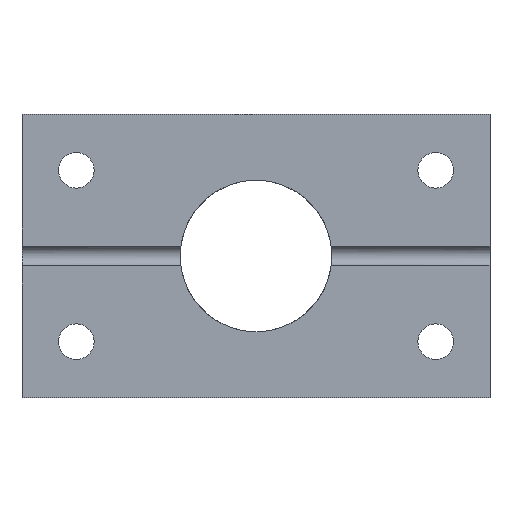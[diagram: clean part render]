
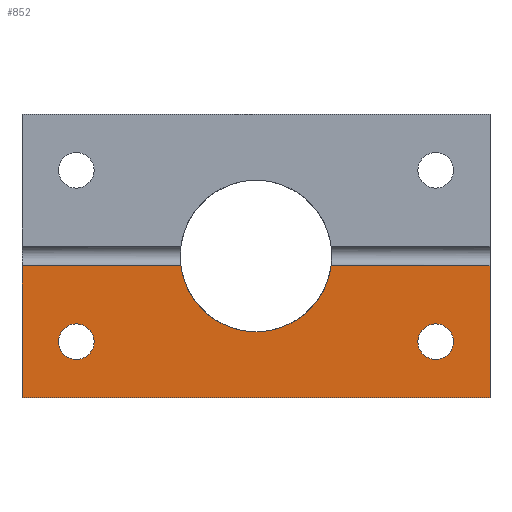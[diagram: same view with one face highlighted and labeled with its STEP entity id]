
A CAD part, front view. The second image highlights one B-rep face of the part: STEP entity #852.
In plain terms, the highlighted planar face has unit normal (0, -1, 0).
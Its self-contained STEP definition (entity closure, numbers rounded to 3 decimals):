
#13 = DIRECTION ( 'NONE',  ( 0., 0., 1. ) ) ;
#24 = CARTESIAN_POINT ( 'NONE',  ( 27.25, 0., -13. ) ) ;
#28 = DIRECTION ( 'NONE',  ( 0., 1., 0. ) ) ;
#43 = EDGE_LOOP ( 'NONE', ( #618, #617, #613, #622, #186, #279, #281 ) ) ;
#65 = EDGE_LOOP ( 'NONE', ( #664, #667 ) ) ;
#175 = VERTEX_POINT ( 'NONE', #1454 ) ;
#186 = ORIENTED_EDGE ( 'NONE', *, *, #820, .F. ) ;
#190 = VERTEX_POINT ( 'NONE', #1450 ) ;
#207 = VERTEX_POINT ( 'NONE', #1501 ) ;
#210 = VERTEX_POINT ( 'NONE', #1520 ) ;
#216 = ORIENTED_EDGE ( 'NONE', *, *, #890, .T. ) ;
#233 = VERTEX_POINT ( 'NONE', #1571 ) ;
#237 = VERTEX_POINT ( 'NONE', #1562 ) ;
#252 = VERTEX_POINT ( 'NONE', #1485 ) ;
#260 = VERTEX_POINT ( 'NONE', #1483 ) ;
#279 = ORIENTED_EDGE ( 'NONE', *, *, #871, .T. ) ;
#281 = ORIENTED_EDGE ( 'NONE', *, *, #868, .T. ) ;
#301 = DIRECTION ( 'NONE',  ( 1., 0., 0. ) ) ;
#304 = LINE ( 'NONE', #312, #401 ) ;
#312 = CARTESIAN_POINT ( 'NONE',  ( -37.5, 0., -1.5 ) ) ;
#318 = FACE_BOUND ( 'NONE', #607, .T. ) ;
#327 = AXIS2_PLACEMENT_3D ( 'NONE', #739, #758, #738 ) ;
#336 = VECTOR ( 'NONE', #744, 1000. ) ;
#346 = VECTOR ( 'NONE', #735, 1000. ) ;
#348 = VECTOR ( 'NONE', #1390, 1000. ) ;
#369 = AXIS2_PLACEMENT_3D ( 'NONE', #1198, #1202, #1203 ) ;
#381 = AXIS2_PLACEMENT_3D ( 'NONE', #1340, #1341, #1342 ) ;
#385 = VECTOR ( 'NONE', #563, 1000. ) ;
#398 = FACE_OUTER_BOUND ( 'NONE', #43, .T. ) ;
#401 = VECTOR ( 'NONE', #301, 1000. ) ;
#404 = FACE_BOUND ( 'NONE', #65, .T. ) ;
#409 = AXIS2_PLACEMENT_3D ( 'NONE', #24, #28, #13 ) ;
#433 = AXIS2_PLACEMENT_3D ( 'NONE', #1134, #1131, #1130 ) ;
#458 = AXIS2_PLACEMENT_3D ( 'NONE', #1174, #1175, #1176 ) ;
#463 = AXIS2_PLACEMENT_3D ( 'NONE', #1222, #1226, #1227 ) ;
#464 = CIRCLE ( 'NONE', #381, 2.7 ) ;
#473 = CIRCLE ( 'NONE', #409, 2.7 ) ;
#476 = CIRCLE ( 'NONE', #458, 2.7 ) ;
#480 = CIRCLE ( 'NONE', #327, 2.7 ) ;
#509 = CIRCLE ( 'NONE', #369, 11.5 ) ;
#528 = CIRCLE ( 'NONE', #463, 11.5 ) ;
#545 = CARTESIAN_POINT ( 'NONE',  ( -35.5, 0., 21.5 ) ) ;
#562 = LINE ( 'NONE', #545, #385 ) ;
#563 = DIRECTION ( 'NONE',  ( 0., 0., 1. ) ) ;
#600 = ORIENTED_EDGE ( 'NONE', *, *, #822, .T. ) ;
#607 = EDGE_LOOP ( 'NONE', ( #216, #600 ) ) ;
#613 = ORIENTED_EDGE ( 'NONE', *, *, #898, .F. ) ;
#617 = ORIENTED_EDGE ( 'NONE', *, *, #814, .F. ) ;
#618 = ORIENTED_EDGE ( 'NONE', *, *, #841, .F. ) ;
#620 = VERTEX_POINT ( 'NONE', #1511 ) ;
#622 = ORIENTED_EDGE ( 'NONE', *, *, #827, .F. ) ;
#631 = VERTEX_POINT ( 'NONE', #1441 ) ;
#647 = VERTEX_POINT ( 'NONE', #1505 ) ;
#664 = ORIENTED_EDGE ( 'NONE', *, *, #864, .T. ) ;
#667 = ORIENTED_EDGE ( 'NONE', *, *, #839, .T. ) ;
#732 = LINE ( 'NONE', #733, #346 ) ;
#733 = CARTESIAN_POINT ( 'NONE',  ( 35.5, 0., 21.5 ) ) ;
#735 = DIRECTION ( 'NONE',  ( 0., 0., -1. ) ) ;
#738 = DIRECTION ( 'NONE',  ( 0., 0., 1. ) ) ;
#739 = CARTESIAN_POINT ( 'NONE',  ( -27.25, 0., -13. ) ) ;
#740 = LINE ( 'NONE', #741, #336 ) ;
#741 = CARTESIAN_POINT ( 'NONE',  ( -37.5, 0., -1.5 ) ) ;
#744 = DIRECTION ( 'NONE',  ( 1., 0., 0. ) ) ;
#758 = DIRECTION ( 'NONE',  ( 0., 1., 0. ) ) ;
#814 = EDGE_CURVE ( 'NONE', #620, #207, #562, .T. ) ;
#820 = EDGE_CURVE ( 'NONE', #647, #260, #740, .T. ) ;
#822 = EDGE_CURVE ( 'NONE', #210, #631, #480, .T. ) ;
#827 = EDGE_CURVE ( 'NONE', #260, #190, #732, .T. ) ;
#839 = EDGE_CURVE ( 'NONE', #252, #237, #473, .T. ) ;
#841 = EDGE_CURVE ( 'NONE', #207, #233, #304, .T. ) ;
#852 = ADVANCED_FACE ( 'NONE', ( #398, #318, #404 ), #1086, .T. ) ;
#864 = EDGE_CURVE ( 'NONE', #237, #252, #476, .T. ) ;
#868 = EDGE_CURVE ( 'NONE', #175, #233, #509, .T. ) ;
#871 = EDGE_CURVE ( 'NONE', #647, #175, #528, .T. ) ;
#890 = EDGE_CURVE ( 'NONE', #631, #210, #464, .T. ) ;
#898 = EDGE_CURVE ( 'NONE', #190, #620, #1388, .T. ) ;
#1086 = PLANE ( 'NONE',  #433 ) ;
#1130 = DIRECTION ( 'NONE',  ( 0., 0., -1. ) ) ;
#1131 = DIRECTION ( 'NONE',  ( 0., -1., 0. ) ) ;
#1134 = CARTESIAN_POINT ( 'NONE',  ( 0., 0., 0. ) ) ;
#1174 = CARTESIAN_POINT ( 'NONE',  ( 27.25, 0., -13. ) ) ;
#1175 = DIRECTION ( 'NONE',  ( 0., 1., 0. ) ) ;
#1176 = DIRECTION ( 'NONE',  ( 0., 0., 1. ) ) ;
#1198 = CARTESIAN_POINT ( 'NONE',  ( 0., 0., 0. ) ) ;
#1202 = DIRECTION ( 'NONE',  ( 0., 1., 0. ) ) ;
#1203 = DIRECTION ( 'NONE',  ( 0., 0., 1. ) ) ;
#1222 = CARTESIAN_POINT ( 'NONE',  ( 0., 0., 0. ) ) ;
#1226 = DIRECTION ( 'NONE',  ( 0., 1., 0. ) ) ;
#1227 = DIRECTION ( 'NONE',  ( 0., 0., 1. ) ) ;
#1340 = CARTESIAN_POINT ( 'NONE',  ( -27.25, 0., -13. ) ) ;
#1341 = DIRECTION ( 'NONE',  ( 0., 1., 0. ) ) ;
#1342 = DIRECTION ( 'NONE',  ( 0., 0., 1. ) ) ;
#1388 = LINE ( 'NONE', #1389, #348 ) ;
#1389 = CARTESIAN_POINT ( 'NONE',  ( -35.5, 0., -21.5 ) ) ;
#1390 = DIRECTION ( 'NONE',  ( -1., 0., 0. ) ) ;
#1441 = CARTESIAN_POINT ( 'NONE',  ( -27.25, 0., -15.7 ) ) ;
#1450 = CARTESIAN_POINT ( 'NONE',  ( 35.5, 0., -21.5 ) ) ;
#1454 = CARTESIAN_POINT ( 'NONE',  ( 0., 0., -11.5 ) ) ;
#1483 = CARTESIAN_POINT ( 'NONE',  ( 35.5, 0., -1.5 ) ) ;
#1485 = CARTESIAN_POINT ( 'NONE',  ( 27.25, 0., -10.3 ) ) ;
#1501 = CARTESIAN_POINT ( 'NONE',  ( -35.5, 0., -1.5 ) ) ;
#1505 = CARTESIAN_POINT ( 'NONE',  ( 11.402, 0., -1.5 ) ) ;
#1511 = CARTESIAN_POINT ( 'NONE',  ( -35.5, 0., -21.5 ) ) ;
#1520 = CARTESIAN_POINT ( 'NONE',  ( -27.25, 0., -10.3 ) ) ;
#1562 = CARTESIAN_POINT ( 'NONE',  ( 27.25, 0., -15.7 ) ) ;
#1571 = CARTESIAN_POINT ( 'NONE',  ( -11.402, 0., -1.5 ) ) ;
